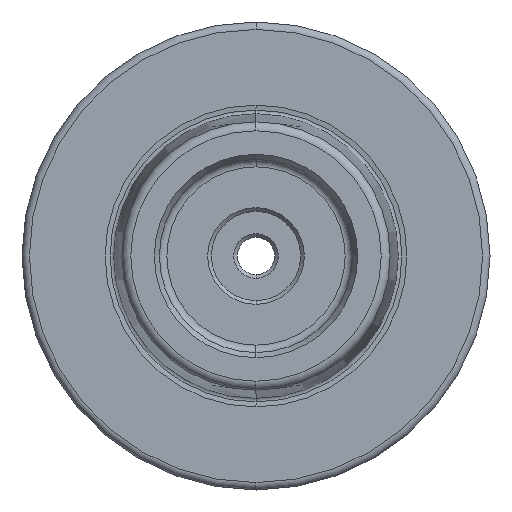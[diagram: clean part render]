
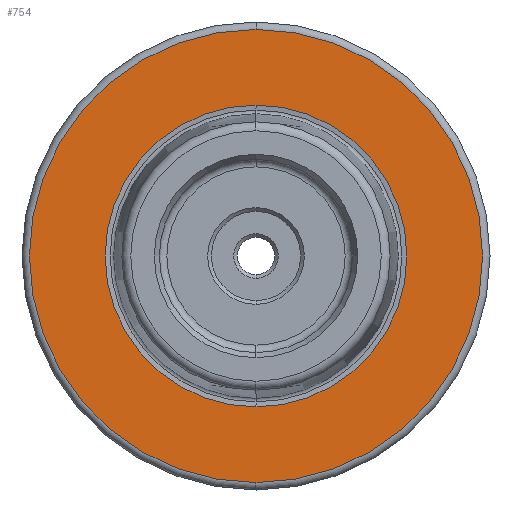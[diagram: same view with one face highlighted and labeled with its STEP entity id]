
A CAD part, left-side view. The second image highlights one B-rep face of the part: STEP entity #754.
In plain terms, the highlighted planar face has unit normal (-1, 0, 0).
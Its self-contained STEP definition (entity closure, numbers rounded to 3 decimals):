
#174 = PLANE ( 'NONE',  #9823 ) ;
#175 = DIRECTION ( 'NONE',  ( -1., 0., 0. ) ) ;
#205 = CARTESIAN_POINT ( 'NONE',  ( 0., 20.308, 0. ) ) ;
#207 = DIRECTION ( 'NONE',  ( 0., 0., 1. ) ) ;
#616 = EDGE_LOOP ( 'NONE', ( #10251, #10230 ) ) ;
#627 = EDGE_LOOP ( 'NONE', ( #10266, #10244 ) ) ;
#754 = ADVANCED_FACE ( 'NONE', ( #5106, #5120 ), #174, .T. ) ;
#1009 = VERTEX_POINT ( 'NONE', #1639 ) ;
#1010 = VERTEX_POINT ( 'NONE', #1640 ) ;
#1087 = VERTEX_POINT ( 'NONE', #1747 ) ;
#1101 = VERTEX_POINT ( 'NONE', #1774 ) ;
#1639 = CARTESIAN_POINT ( 'NONE',  ( 0., 0., 30.5 ) ) ;
#1640 = CARTESIAN_POINT ( 'NONE',  ( 0., 0., -30.5 ) ) ;
#1747 = CARTESIAN_POINT ( 'NONE',  ( 0., 0., 20.308 ) ) ;
#1774 = CARTESIAN_POINT ( 'NONE',  ( 0., 0., -20.308 ) ) ;
#5106 = FACE_OUTER_BOUND ( 'NONE', #627, .T. ) ;
#5120 = FACE_BOUND ( 'NONE', #616, .T. ) ;
#5388 = AXIS2_PLACEMENT_3D ( 'NONE', #5845, #5848, #5820 ) ;
#5479 = AXIS2_PLACEMENT_3D ( 'NONE', #6883, #6882, #6884 ) ;
#5633 = AXIS2_PLACEMENT_3D ( 'NONE', #10152, #10171, #10167 ) ;
#5641 = AXIS2_PLACEMENT_3D ( 'NONE', #10119, #10123, #10125 ) ;
#5820 = DIRECTION ( 'NONE',  ( 0., 0., -1. ) ) ;
#5845 = CARTESIAN_POINT ( 'NONE',  ( 0., 0., 0. ) ) ;
#5848 = DIRECTION ( 'NONE',  ( 1., 0., 0. ) ) ;
#6882 = DIRECTION ( 'NONE',  ( -1., 0., 0. ) ) ;
#6883 = CARTESIAN_POINT ( 'NONE',  ( 0., 0., 0. ) ) ;
#6884 = DIRECTION ( 'NONE',  ( 0., 0., 1. ) ) ;
#8186 = CIRCLE ( 'NONE', #5479, 30.5 ) ;
#8616 = CIRCLE ( 'NONE', #5633, 20.308 ) ;
#8628 = CIRCLE ( 'NONE', #5641, 30.5 ) ;
#8787 = CIRCLE ( 'NONE', #5388, 20.308 ) ;
#9823 = AXIS2_PLACEMENT_3D ( 'NONE', #205, #175, #207 ) ;
#9874 = EDGE_CURVE ( 'NONE', #1010, #1009, #8628, .T. ) ;
#9881 = EDGE_CURVE ( 'NONE', #1101, #1087, #8616, .T. ) ;
#10119 = CARTESIAN_POINT ( 'NONE',  ( 0., 0., 0. ) ) ;
#10123 = DIRECTION ( 'NONE',  ( -1., 0., 0. ) ) ;
#10125 = DIRECTION ( 'NONE',  ( 0., 0., 1. ) ) ;
#10152 = CARTESIAN_POINT ( 'NONE',  ( 0., 0., 0. ) ) ;
#10167 = DIRECTION ( 'NONE',  ( 0., 0., -1. ) ) ;
#10171 = DIRECTION ( 'NONE',  ( 1., 0., 0. ) ) ;
#10230 = ORIENTED_EDGE ( 'NONE', *, *, #9881, .T. ) ;
#10244 = ORIENTED_EDGE ( 'NONE', *, *, #9874, .T. ) ;
#10251 = ORIENTED_EDGE ( 'NONE', *, *, #10436, .T. ) ;
#10266 = ORIENTED_EDGE ( 'NONE', *, *, #11096, .T. ) ;
#10436 = EDGE_CURVE ( 'NONE', #1087, #1101, #8787, .T. ) ;
#11096 = EDGE_CURVE ( 'NONE', #1009, #1010, #8186, .T. ) ;
